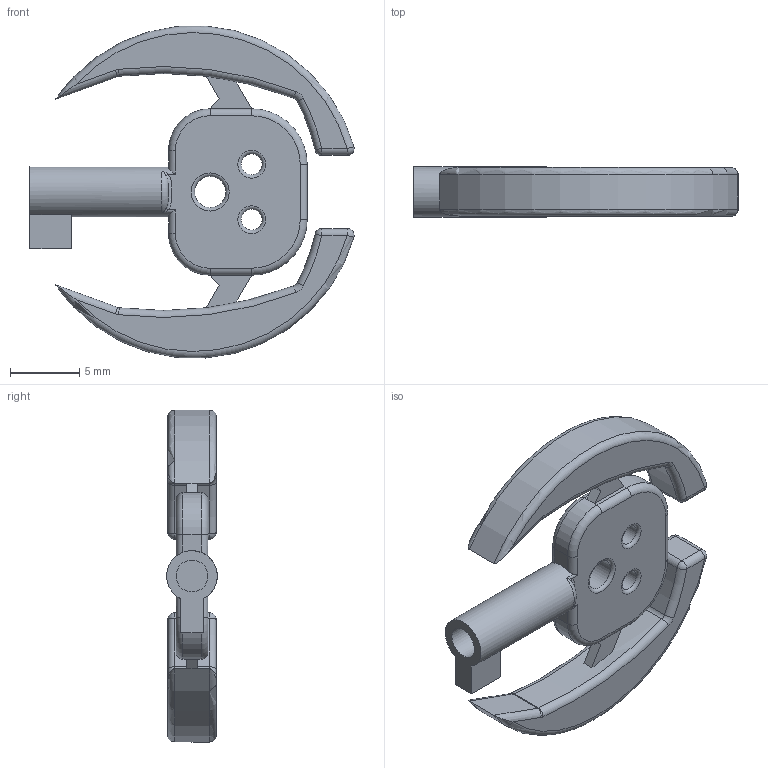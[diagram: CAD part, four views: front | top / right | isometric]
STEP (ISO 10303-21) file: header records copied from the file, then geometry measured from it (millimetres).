
FILE_DESCRIPTION(/* description */ (''),/* implementation_level */ '2;1');
FILE_NAME(/* name */ 'Concealed Cuff Key.stp',/* time_stamp */ '2014-07-22T16:42:26-05:00',/* author */ ('quinn'),/* organization */ (''),/* preprocessor_version */ 'ST-DEVELOPER v15.2',/* originating_system */ 'Autodesk Inventor 2014',/* authorisation */ '');
FILE_SCHEMA (('AUTOMOTIVE_DESIGN { 1 0 10303 214 3 1 1 }'));
Length unit declared in the file: millimetre
Products named in the file (1): Concealed Cuff Key
Bounding box: 23.39 x 3.65 x 23.94 mm (x, y, z)
Volume: 769.4 mm3; surface area: 1083.3 mm2
Topology: 1 solids, 1 shells, 128 faces, 291 edges, 164 vertices
Faces by surface type: cylinder 45, torus 36, plane 33, sphere 8, bspline 6
Full cylindrical faces by diameter (mm): 1.5 x2, 2.25 x1, 2.3 x1, 3.65 x1
Entity records: 3803 total; most frequent: CARTESIAN_POINT 959, DIRECTION 636, ORIENTED_EDGE 548, EDGE_CURVE 274, AXIS2_PLACEMENT_3D 263, VERTEX_POINT 162, EDGE_LOOP 148, CIRCLE 140
